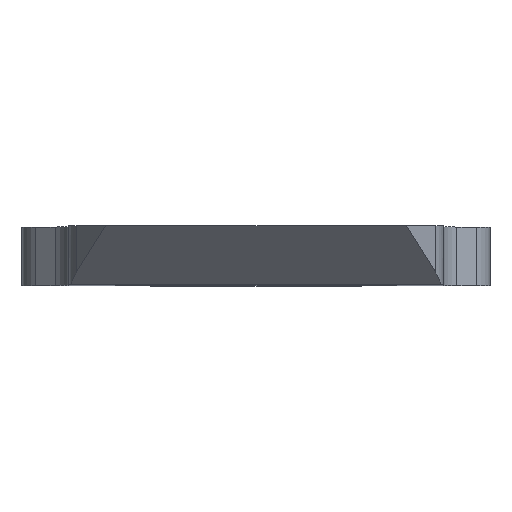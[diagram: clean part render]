
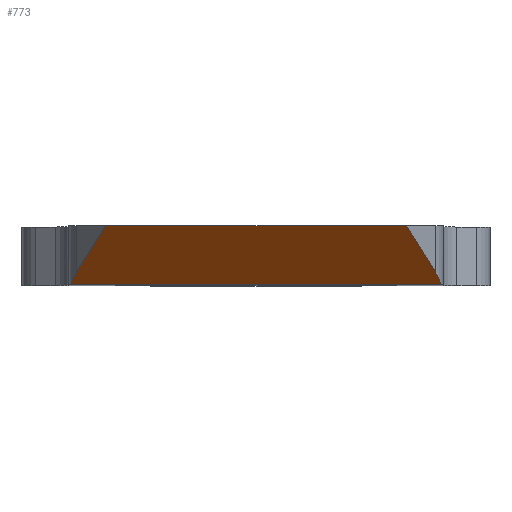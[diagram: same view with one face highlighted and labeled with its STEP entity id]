
A CAD part, top view. The second image highlights one B-rep face of the part: STEP entity #773.
In plain terms, the highlighted planar face has unit normal (0, -0.707, 0.707).
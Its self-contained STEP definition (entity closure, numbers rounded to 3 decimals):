
#5 = EDGE_CURVE ( 'NONE', #37, #576, #474, .T. ) ;
#6 = VECTOR ( 'NONE', #260, 1000. ) ;
#14 = DIRECTION ( 'NONE',  ( 0., 0.707, -0.707 ) ) ;
#37 = VERTEX_POINT ( 'NONE', #410 ) ;
#77 = DIRECTION ( 'NONE',  ( -0.408, -0.646, -0.646 ) ) ;
#84 = PLANE ( 'NONE',  #373 ) ;
#90 = LINE ( 'NONE', #821, #6 ) ;
#101 = CARTESIAN_POINT ( 'NONE',  ( -7.914, -5., 14. ) ) ;
#104 = VERTEX_POINT ( 'NONE', #101 ) ;
#108 = LINE ( 'NONE', #423, #996 ) ;
#116 = EDGE_CURVE ( 'NONE', #737, #104, #90, .T. ) ;
#120 = VERTEX_POINT ( 'NONE', #246 ) ;
#121 = DIRECTION ( 'NONE',  ( -0.408, 0.646, 0.646 ) ) ;
#165 = EDGE_LOOP ( 'NONE', ( #751, #168, #371, #396, #749, #951 ) ) ;
#166 = CARTESIAN_POINT ( 'NONE',  ( 5., -0.25, 18.75 ) ) ;
#168 = ORIENTED_EDGE ( 'NONE', *, *, #5, .T. ) ;
#178 = VECTOR ( 'NONE', #121, 1000. ) ;
#183 = CARTESIAN_POINT ( 'NONE',  ( 7.787, -4.663, 14.337 ) ) ;
#192 = CARTESIAN_POINT ( 'NONE',  ( -7.691, -4.511, 14.489 ) ) ;
#246 = CARTESIAN_POINT ( 'NONE',  ( 7.691, -4.511, 14.489 ) ) ;
#259 = CARTESIAN_POINT ( 'NONE',  ( 7.914, -5., 14. ) ) ;
#260 = DIRECTION ( 'NONE',  ( -1., 0., 0. ) ) ;
#346 = CARTESIAN_POINT ( 'NONE',  ( -7.787, -4.663, 14.337 ) ) ;
#371 = ORIENTED_EDGE ( 'NONE', *, *, #845, .T. ) ;
#373 = AXIS2_PLACEMENT_3D ( 'NONE', #166, #14, #712 ) ;
#396 = ORIENTED_EDGE ( 'NONE', *, *, #116, .F. ) ;
#400 = VECTOR ( 'NONE', #77, 1000. ) ;
#410 = CARTESIAN_POINT ( 'NONE',  ( -6.421, -2.5, 16.5 ) ) ;
#417 = CARTESIAN_POINT ( 'NONE',  ( 6.421, -2.5, 16.5 ) ) ;
#423 = CARTESIAN_POINT ( 'NONE',  ( 5., -2.5, 16.5 ) ) ;
#455 = EDGE_CURVE ( 'NONE', #737, #120, #829, .T. ) ;
#474 = LINE ( 'NONE', #961, #400 ) ;
#485 = CARTESIAN_POINT ( 'NONE',  ( 7.862, -4.827, 14.173 ) ) ;
#576 = VERTEX_POINT ( 'NONE', #923 ) ;
#659 = CARTESIAN_POINT ( 'NONE',  ( -7.862, -4.827, 14.173 ) ) ;
#668 = CARTESIAN_POINT ( 'NONE',  ( -7.914, -5., 14. ) ) ;
#712 = DIRECTION ( 'NONE',  ( 0., 0.707, 0.707 ) ) ;
#716 = CARTESIAN_POINT ( 'NONE',  ( 7.914, -5., 14. ) ) ;
#737 = VERTEX_POINT ( 'NONE', #716 ) ;
#738 = DIRECTION ( 'NONE',  ( 1., 0., 0. ) ) ;
#749 = ORIENTED_EDGE ( 'NONE', *, *, #455, .T. ) ;
#751 = ORIENTED_EDGE ( 'NONE', *, *, #962, .F. ) ;
#773 = ADVANCED_FACE ( 'NONE', ( #846 ), #84, .F. ) ;
#813 = CARTESIAN_POINT ( 'NONE',  ( 7.691, -4.511, 14.489 ) ) ;
#821 = CARTESIAN_POINT ( 'NONE',  ( 5., -5., 14. ) ) ;
#829 =( BOUNDED_CURVE ( )  B_SPLINE_CURVE ( 3, ( #259, #485, #183, #813 ),
 .UNSPECIFIED., .F., .F. ) 
 B_SPLINE_CURVE_WITH_KNOTS ( ( 4, 4 ),
 ( 1.864, 2.134 ),
 .UNSPECIFIED. ) 
 CURVE ( )  GEOMETRIC_REPRESENTATION_ITEM ( )  RATIONAL_B_SPLINE_CURVE ( ( 1., 0.994, 0.994, 1. ) ) 
 REPRESENTATION_ITEM ( '' )  );
#830 = CARTESIAN_POINT ( 'NONE',  ( 5., -0.25, 18.75 ) ) ;
#845 = EDGE_CURVE ( 'NONE', #576, #104, #939, .T. ) ;
#846 = FACE_OUTER_BOUND ( 'NONE', #165, .T. ) ;
#889 = LINE ( 'NONE', #830, #178 ) ;
#894 = EDGE_CURVE ( 'NONE', #120, #895, #889, .T. ) ;
#895 = VERTEX_POINT ( 'NONE', #417 ) ;
#923 = CARTESIAN_POINT ( 'NONE',  ( -7.691, -4.511, 14.489 ) ) ;
#939 =( BOUNDED_CURVE ( )  B_SPLINE_CURVE ( 3, ( #192, #346, #659, #668 ),
 .UNSPECIFIED., .F., .F. ) 
 B_SPLINE_CURVE_WITH_KNOTS ( ( 4, 4 ),
 ( 1.007, 1.277 ),
 .UNSPECIFIED. ) 
 CURVE ( )  GEOMETRIC_REPRESENTATION_ITEM ( )  RATIONAL_B_SPLINE_CURVE ( ( 1., 0.994, 0.994, 1. ) ) 
 REPRESENTATION_ITEM ( '' )  );
#951 = ORIENTED_EDGE ( 'NONE', *, *, #894, .T. ) ;
#961 = CARTESIAN_POINT ( 'NONE',  ( -3.337, 2.383, 21.383 ) ) ;
#962 = EDGE_CURVE ( 'NONE', #37, #895, #108, .T. ) ;
#996 = VECTOR ( 'NONE', #738, 1000. ) ;
